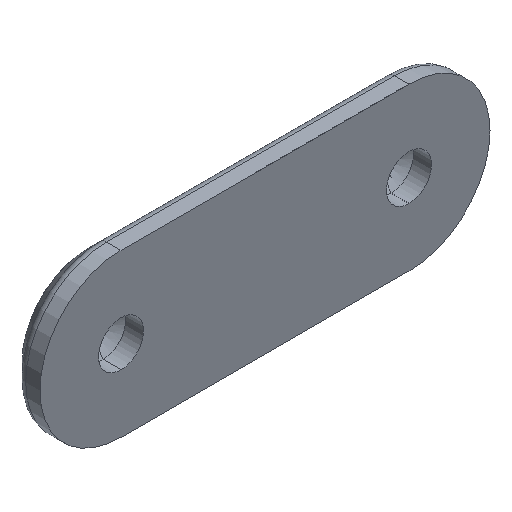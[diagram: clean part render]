
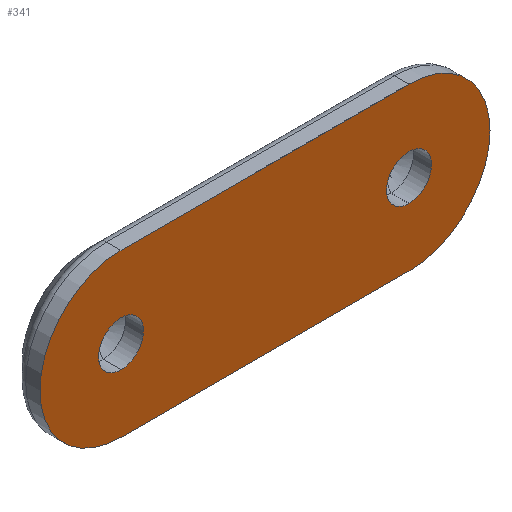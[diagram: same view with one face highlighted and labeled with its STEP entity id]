
A CAD part, isometric view. The second image highlights one B-rep face of the part: STEP entity #341.
In plain terms, the highlighted planar face has unit normal (0, -1, 0).
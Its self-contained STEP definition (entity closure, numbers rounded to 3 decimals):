
#17 = CARTESIAN_POINT ( 'NONE',  ( -8., 0., -1.25 ) ) ;
#18 = CARTESIAN_POINT ( 'NONE',  ( -8., 0., 0. ) ) ;
#21 = DIRECTION ( 'NONE',  ( 0., 0., -1. ) ) ;
#26 = VERTEX_POINT ( 'NONE', #439 ) ;
#38 = ORIENTED_EDGE ( 'NONE', *, *, #264, .F. ) ;
#41 = AXIS2_PLACEMENT_3D ( 'NONE', #392, #233, #502 ) ;
#50 = CIRCLE ( 'NONE', #611, 1.25 ) ;
#56 = CARTESIAN_POINT ( 'NONE',  ( 8., 0., 1.25 ) ) ;
#57 = CIRCLE ( 'NONE', #500, 1.25 ) ;
#60 = DIRECTION ( 'NONE',  ( 0., 1., 0. ) ) ;
#68 = DIRECTION ( 'NONE',  ( 0., -1., 0. ) ) ;
#74 = EDGE_CURVE ( 'NONE', #410, #521, #480, .T. ) ;
#81 = EDGE_LOOP ( 'NONE', ( #554, #38 ) ) ;
#84 = EDGE_CURVE ( 'NONE', #509, #410, #704, .T. ) ;
#93 = ORIENTED_EDGE ( 'NONE', *, *, #84, .F. ) ;
#94 = EDGE_LOOP ( 'NONE', ( #699, #205, #93, #589 ) ) ;
#95 = DIRECTION ( 'NONE',  ( 0., 0., 1. ) ) ;
#106 = DIRECTION ( 'NONE',  ( 0., 0., 1. ) ) ;
#109 = AXIS2_PLACEMENT_3D ( 'NONE', #401, #562, #21 ) ;
#121 = DIRECTION ( 'NONE',  ( 0., 0., -1. ) ) ;
#130 = CARTESIAN_POINT ( 'NONE',  ( 8., 0., 4.5 ) ) ;
#132 = FACE_BOUND ( 'NONE', #467, .T. ) ;
#145 = CARTESIAN_POINT ( 'NONE',  ( -8., 0., 0. ) ) ;
#165 = VECTOR ( 'NONE', #360, 1000. ) ;
#166 = VECTOR ( 'NONE', #227, 1000. ) ;
#194 = AXIS2_PLACEMENT_3D ( 'NONE', #145, #432, #95 ) ;
#205 = ORIENTED_EDGE ( 'NONE', *, *, #74, .F. ) ;
#220 = VERTEX_POINT ( 'NONE', #56 ) ;
#227 = DIRECTION ( 'NONE',  ( -1., 0., 0. ) ) ;
#233 = DIRECTION ( 'NONE',  ( 0., -1., 0. ) ) ;
#237 = VERTEX_POINT ( 'NONE', #613 ) ;
#240 = DIRECTION ( 'NONE',  ( 0., 1., 0. ) ) ;
#245 = PLANE ( 'NONE',  #373 ) ;
#253 = EDGE_CURVE ( 'NONE', #625, #26, #57, .T. ) ;
#264 = EDGE_CURVE ( 'NONE', #26, #625, #698, .T. ) ;
#291 = EDGE_CURVE ( 'NONE', #607, #220, #335, .T. ) ;
#319 = CARTESIAN_POINT ( 'NONE',  ( 8., 0., 4.5 ) ) ;
#335 = CIRCLE ( 'NONE', #109, 1.25 ) ;
#341 = ADVANCED_FACE ( 'NONE', ( #588, #132, #615 ), #245, .F. ) ;
#342 = CARTESIAN_POINT ( 'NONE',  ( 8., 0., -4.5 ) ) ;
#350 = CARTESIAN_POINT ( 'NONE',  ( 8., 0., -1.25 ) ) ;
#351 = DIRECTION ( 'NONE',  ( 0., 0., 1. ) ) ;
#360 = DIRECTION ( 'NONE',  ( 1., 0., 0. ) ) ;
#363 = DIRECTION ( 'NONE',  ( 0., -1., 0. ) ) ;
#373 = AXIS2_PLACEMENT_3D ( 'NONE', #18, #240, #351 ) ;
#392 = CARTESIAN_POINT ( 'NONE',  ( -8., 0., 0. ) ) ;
#401 = CARTESIAN_POINT ( 'NONE',  ( 8., 0., 0. ) ) ;
#410 = VERTEX_POINT ( 'NONE', #633 ) ;
#426 = CARTESIAN_POINT ( 'NONE',  ( -8., 0., -4.5 ) ) ;
#432 = DIRECTION ( 'NONE',  ( 0., 1., 0. ) ) ;
#439 = CARTESIAN_POINT ( 'NONE',  ( -8., 0., 1.25 ) ) ;
#444 = CARTESIAN_POINT ( 'NONE',  ( 8., 0., 0. ) ) ;
#451 = ORIENTED_EDGE ( 'NONE', *, *, #291, .F. ) ;
#467 = EDGE_LOOP ( 'NONE', ( #451, #544 ) ) ;
#474 = EDGE_CURVE ( 'NONE', #521, #237, #672, .T. ) ;
#480 = LINE ( 'NONE', #342, #166 ) ;
#485 = LINE ( 'NONE', #130, #165 ) ;
#500 = AXIS2_PLACEMENT_3D ( 'NONE', #668, #68, #121 ) ;
#502 = DIRECTION ( 'NONE',  ( 0., 0., -1. ) ) ;
#509 = VERTEX_POINT ( 'NONE', #319 ) ;
#512 = DIRECTION ( 'NONE',  ( 0., 0., -1. ) ) ;
#521 = VERTEX_POINT ( 'NONE', #426 ) ;
#539 = EDGE_CURVE ( 'NONE', #220, #607, #50, .T. ) ;
#544 = ORIENTED_EDGE ( 'NONE', *, *, #539, .F. ) ;
#554 = ORIENTED_EDGE ( 'NONE', *, *, #253, .F. ) ;
#562 = DIRECTION ( 'NONE',  ( 0., -1., 0. ) ) ;
#578 = EDGE_CURVE ( 'NONE', #237, #509, #485, .T. ) ;
#588 = FACE_BOUND ( 'NONE', #81, .T. ) ;
#589 = ORIENTED_EDGE ( 'NONE', *, *, #578, .F. ) ;
#607 = VERTEX_POINT ( 'NONE', #350 ) ;
#611 = AXIS2_PLACEMENT_3D ( 'NONE', #645, #363, #512 ) ;
#613 = CARTESIAN_POINT ( 'NONE',  ( -8., 0., 4.5 ) ) ;
#615 = FACE_OUTER_BOUND ( 'NONE', #94, .T. ) ;
#625 = VERTEX_POINT ( 'NONE', #17 ) ;
#633 = CARTESIAN_POINT ( 'NONE',  ( 8., 0., -4.5 ) ) ;
#645 = CARTESIAN_POINT ( 'NONE',  ( 8., 0., 0. ) ) ;
#660 = AXIS2_PLACEMENT_3D ( 'NONE', #444, #60, #106 ) ;
#668 = CARTESIAN_POINT ( 'NONE',  ( -8., 0., 0. ) ) ;
#672 = CIRCLE ( 'NONE', #194, 4.5 ) ;
#698 = CIRCLE ( 'NONE', #41, 1.25 ) ;
#699 = ORIENTED_EDGE ( 'NONE', *, *, #474, .F. ) ;
#704 = CIRCLE ( 'NONE', #660, 4.5 ) ;
